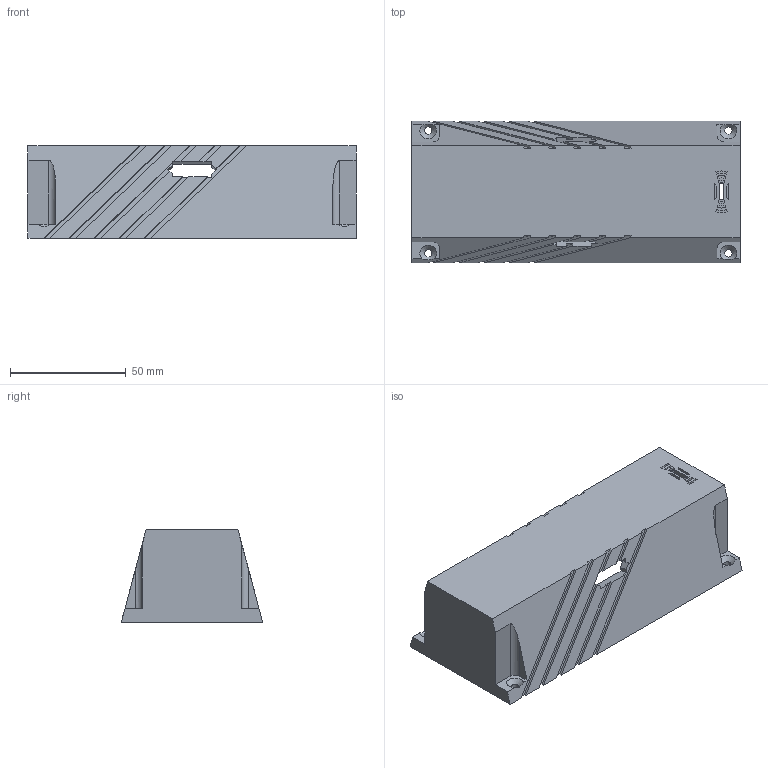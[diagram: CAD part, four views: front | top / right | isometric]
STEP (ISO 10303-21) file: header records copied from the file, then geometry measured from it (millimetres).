
FILE_DESCRIPTION(('STEP AP203'), '1');
FILE_NAME('TopShell', '', ('UNSPECIFIED'), ('UNSPECIFIED'), 'C3D Converter', 'C3D Toolkit', '');
FILE_SCHEMA(('CONFIG_CONTROL_DESIGN'));
Length unit declared in the file: millimetre
Bounding box: 141.5 x 61 x 40 mm (x, y, z)
Volume: 85181.6 mm3; surface area: 41197.1 mm2
Topology: 1 solids, 1 shells, 174 faces, 512 edges, 340 vertices
Faces by surface type: plane 142, cylinder 20, bspline 8, cone 4
Full cylindrical faces by diameter (mm): 3.2 x4
Entity records: 6369 total; most frequent: CARTESIAN_POINT 1710, ORIENTED_EDGE 1008, DIRECTION 868, EDGE_CURVE 504, LINE 442, VECTOR 442, VERTEX_POINT 340, AXIS2_PLACEMENT_3D 213
